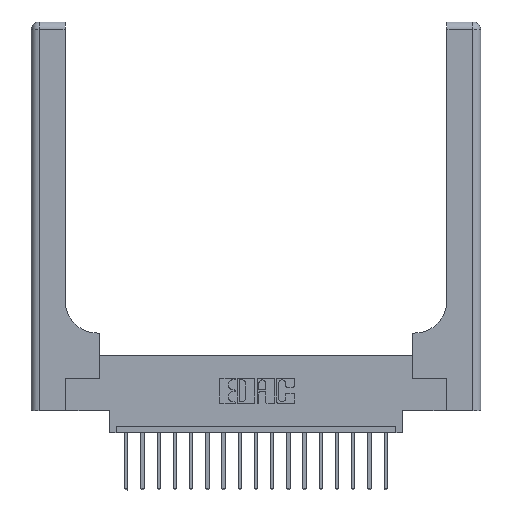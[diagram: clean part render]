
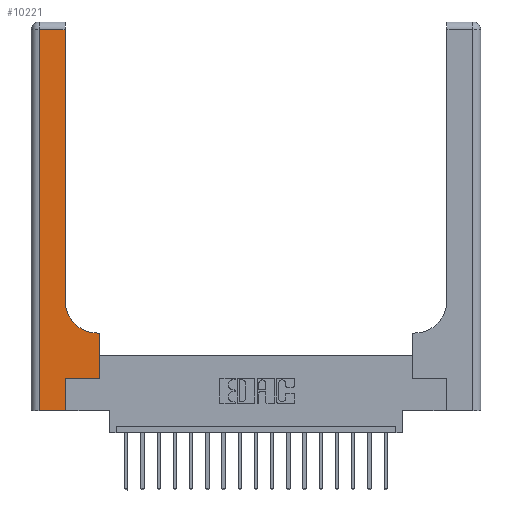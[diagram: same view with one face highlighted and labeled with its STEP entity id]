
A CAD part, top view. The second image highlights one B-rep face of the part: STEP entity #10221.
In plain terms, the highlighted planar face has unit normal (0, 0, 1).
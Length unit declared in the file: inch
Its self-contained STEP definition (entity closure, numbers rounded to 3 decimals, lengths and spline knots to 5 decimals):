
#606 = ORIENTED_EDGE ( 'NONE', *, *, #5481, .T. ) ;
#1013 = CARTESIAN_POINT ( 'NONE',  ( 0.51, 0.85, 0.37 ) ) ;
#1047 = CIRCLE ( 'NONE', #6149, 0.25 ) ;
#1876 = VECTOR ( 'NONE', #18148, 39.37008 ) ;
#2117 = CARTESIAN_POINT ( 'NONE',  ( 0.528, 0.25, 0.37 ) ) ;
#2361 = VECTOR ( 'NONE', #8205, 39.37008 ) ;
#2946 = LINE ( 'NONE', #9010, #8474 ) ;
#3042 = EDGE_CURVE ( 'NONE', #17113, #18803, #7753, .T. ) ;
#3652 = ORIENTED_EDGE ( 'NONE', *, *, #14331, .T. ) ;
#3717 = CARTESIAN_POINT ( 'NONE',  ( 0.528, 0.6, 0.37 ) ) ;
#4037 = CARTESIAN_POINT ( 'NONE',  ( 0., 0., 0.37 ) ) ;
#4100 = CARTESIAN_POINT ( 'NONE',  ( 0.265, 0.25, 0.37 ) ) ;
#4129 = ORIENTED_EDGE ( 'NONE', *, *, #10134, .T. ) ;
#4496 = ORIENTED_EDGE ( 'NONE', *, *, #11411, .T. ) ;
#4717 = LINE ( 'NONE', #12179, #1876 ) ;
#5127 = CARTESIAN_POINT ( 'NONE',  ( 0.26, 0.6, 0.37 ) ) ;
#5319 = VERTEX_POINT ( 'NONE', #12279 ) ;
#5361 = VERTEX_POINT ( 'NONE', #3717 ) ;
#5481 = EDGE_CURVE ( 'NONE', #9565, #5361, #14160, .T. ) ;
#5554 = EDGE_CURVE ( 'NONE', #5319, #18940, #1047, .T. ) ;
#5630 = EDGE_CURVE ( 'NONE', #18803, #9565, #17733, .T. ) ;
#5963 = CARTESIAN_POINT ( 'NONE',  ( 0.26, 2.94, 0.37 ) ) ;
#6149 = AXIS2_PLACEMENT_3D ( 'NONE', #1013, #19333, #11864 ) ;
#6409 = FACE_OUTER_BOUND ( 'NONE', #16729, .T. ) ;
#6453 = DIRECTION ( 'NONE',  ( 0., 1., 0. ) ) ;
#6503 = DIRECTION ( 'NONE',  ( -1., 0., 0. ) ) ;
#6879 = EDGE_CURVE ( 'NONE', #5361, #5319, #8110, .T. ) ;
#7753 = LINE ( 'NONE', #17100, #10025 ) ;
#7996 = DIRECTION ( 'NONE',  ( 0., 0., -1. ) ) ;
#8110 = LINE ( 'NONE', #5127, #2361 ) ;
#8150 = VECTOR ( 'NONE', #19363, 39.37008 ) ;
#8205 = DIRECTION ( 'NONE',  ( -1., 0., 0. ) ) ;
#8221 = ORIENTED_EDGE ( 'NONE', *, *, #5554, .T. ) ;
#8231 = VERTEX_POINT ( 'NONE', #15807 ) ;
#8342 = CARTESIAN_POINT ( 'NONE',  ( 0.528, 0.25, 0.37 ) ) ;
#8366 = VECTOR ( 'NONE', #14256, 39.37008 ) ;
#8474 = VECTOR ( 'NONE', #13874, 39.37008 ) ;
#9010 = CARTESIAN_POINT ( 'NONE',  ( 0.26, 3., 0.37 ) ) ;
#9195 = DIRECTION ( 'NONE',  ( 0., -1., 0. ) ) ;
#9298 = CARTESIAN_POINT ( 'NONE',  ( 0., 3., 0.37 ) ) ;
#9565 = VERTEX_POINT ( 'NONE', #8342 ) ;
#9767 = ORIENTED_EDGE ( 'NONE', *, *, #11231, .T. ) ;
#10025 = VECTOR ( 'NONE', #6453, 39.37008 ) ;
#10134 = EDGE_CURVE ( 'NONE', #10754, #8231, #16958, .T. ) ;
#10221 = ADVANCED_FACE ( 'NONE', ( #6409 ), #13769, .F. ) ;
#10716 = VERTEX_POINT ( 'NONE', #5963 ) ;
#10754 = VERTEX_POINT ( 'NONE', #16506 ) ;
#11023 = CARTESIAN_POINT ( 'NONE',  ( 0.265, 0.25, 0.37 ) ) ;
#11231 = EDGE_CURVE ( 'NONE', #8231, #17113, #17669, .T. ) ;
#11303 = AXIS2_PLACEMENT_3D ( 'NONE', #9298, #7996, #6503 ) ;
#11411 = EDGE_CURVE ( 'NONE', #18940, #10716, #2946, .T. ) ;
#11534 = VECTOR ( 'NONE', #16241, 39.37008 ) ;
#11826 = CARTESIAN_POINT ( 'NONE',  ( 0.265, 0., 0.37 ) ) ;
#11864 = DIRECTION ( 'NONE',  ( 1., 0., 0. ) ) ;
#12179 = CARTESIAN_POINT ( 'NONE',  ( 0., 2.94, 0.37 ) ) ;
#12279 = CARTESIAN_POINT ( 'NONE',  ( 0.51, 0.6, 0.37 ) ) ;
#12567 = VECTOR ( 'NONE', #9195, 39.37008 ) ;
#12645 = ORIENTED_EDGE ( 'NONE', *, *, #5630, .T. ) ;
#13769 = PLANE ( 'NONE',  #11303 ) ;
#13874 = DIRECTION ( 'NONE',  ( 0., 1., 0. ) ) ;
#14160 = LINE ( 'NONE', #2117, #8366 ) ;
#14198 = CARTESIAN_POINT ( 'NONE',  ( 0.26, 0.85, 0.37 ) ) ;
#14256 = DIRECTION ( 'NONE',  ( 0., 1., 0. ) ) ;
#14331 = EDGE_CURVE ( 'NONE', #10716, #10754, #4717, .T. ) ;
#15807 = CARTESIAN_POINT ( 'NONE',  ( 0.06, 0., 0.37 ) ) ;
#16241 = DIRECTION ( 'NONE',  ( 1., 0., 0. ) ) ;
#16401 = ORIENTED_EDGE ( 'NONE', *, *, #6879, .T. ) ;
#16506 = CARTESIAN_POINT ( 'NONE',  ( 0.06, 2.94, 0.37 ) ) ;
#16630 = ORIENTED_EDGE ( 'NONE', *, *, #3042, .T. ) ;
#16729 = EDGE_LOOP ( 'NONE', ( #4496, #3652, #4129, #9767, #16630, #12645, #606, #16401, #8221 ) ) ;
#16958 = LINE ( 'NONE', #18446, #12567 ) ;
#17100 = CARTESIAN_POINT ( 'NONE',  ( 0.265, 0., 0.37 ) ) ;
#17113 = VERTEX_POINT ( 'NONE', #11826 ) ;
#17669 = LINE ( 'NONE', #4037, #8150 ) ;
#17733 = LINE ( 'NONE', #4100, #11534 ) ;
#18148 = DIRECTION ( 'NONE',  ( -1., 0., 0. ) ) ;
#18446 = CARTESIAN_POINT ( 'NONE',  ( 0.06, 3., 0.37 ) ) ;
#18803 = VERTEX_POINT ( 'NONE', #11023 ) ;
#18940 = VERTEX_POINT ( 'NONE', #14198 ) ;
#19333 = DIRECTION ( 'NONE',  ( 0., 0., -1. ) ) ;
#19363 = DIRECTION ( 'NONE',  ( 1., 0., 0. ) ) ;
